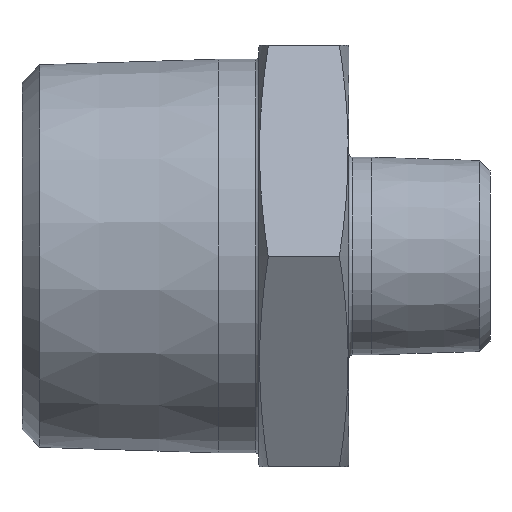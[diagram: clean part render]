
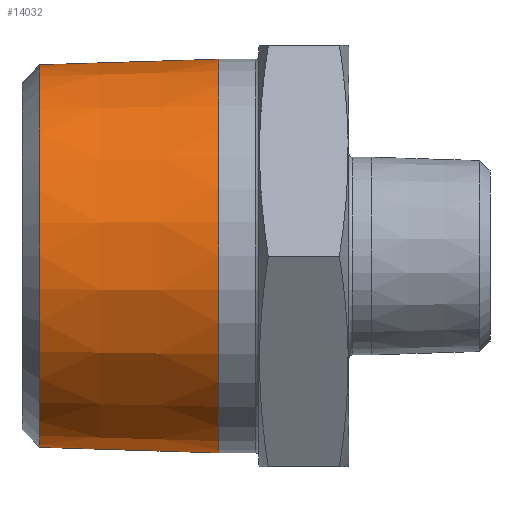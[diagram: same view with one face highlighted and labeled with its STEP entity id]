
A CAD part, front view. The second image highlights one B-rep face of the part: STEP entity #14032.
In plain terms, the highlighted conical face has half-angle 1.79 degrees and reference radius 16.625 mm.
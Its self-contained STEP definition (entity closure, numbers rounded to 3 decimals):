
#438 = DIRECTION ( 'NONE',  ( 0., 0., 1. ) ) ;
#1886 = ORIENTED_EDGE ( 'NONE', *, *, #14620, .T. ) ;
#2903 = EDGE_LOOP ( 'NONE', ( #8378 ) ) ;
#2956 = DIRECTION ( 'NONE',  ( 0., 0., -1. ) ) ;
#3859 = CIRCLE ( 'NONE', #18840, 16.824 ) ;
#5126 = CARTESIAN_POINT ( 'NONE',  ( 16.8, 0., 0. ) ) ;
#5587 = AXIS2_PLACEMENT_3D ( 'NONE', #16411, #18285, #2956 ) ;
#6941 = CIRCLE ( 'NONE', #17846, 16.347 ) ;
#7298 = EDGE_CURVE ( 'NONE', #10745, #10745, #6941, .T. ) ;
#7618 = CARTESIAN_POINT ( 'NONE',  ( 1.527, 0., 0. ) ) ;
#7934 = CARTESIAN_POINT ( 'NONE',  ( 1.527, 0., 16.347 ) ) ;
#8378 = ORIENTED_EDGE ( 'NONE', *, *, #7298, .T. ) ;
#10622 = DIRECTION ( 'NONE',  ( 1., 0., 0. ) ) ;
#10745 = VERTEX_POINT ( 'NONE', #7934 ) ;
#11347 = DIRECTION ( 'NONE',  ( -1., 0., 0. ) ) ;
#12262 = EDGE_LOOP ( 'NONE', ( #1886 ) ) ;
#12374 = VERTEX_POINT ( 'NONE', #16892 ) ;
#12396 = CONICAL_SURFACE ( 'NONE', #5587, 16.625, 0.031 ) ;
#13377 = FACE_BOUND ( 'NONE', #2903, .T. ) ;
#14032 = ADVANCED_FACE ( 'NONE', ( #13377, #18000 ), #12396, .T. ) ;
#14620 = EDGE_CURVE ( 'NONE', #12374, #12374, #3859, .T. ) ;
#16411 = CARTESIAN_POINT ( 'NONE',  ( 10.4, 0., 0. ) ) ;
#16892 = CARTESIAN_POINT ( 'NONE',  ( 16.8, 0., 16.824 ) ) ;
#17019 = DIRECTION ( 'NONE',  ( 0., 0., 1. ) ) ;
#17846 = AXIS2_PLACEMENT_3D ( 'NONE', #7618, #10622, #438 ) ;
#18000 = FACE_OUTER_BOUND ( 'NONE', #12262, .T. ) ;
#18285 = DIRECTION ( 'NONE',  ( 1., 0., 0. ) ) ;
#18840 = AXIS2_PLACEMENT_3D ( 'NONE', #5126, #11347, #17019 ) ;
